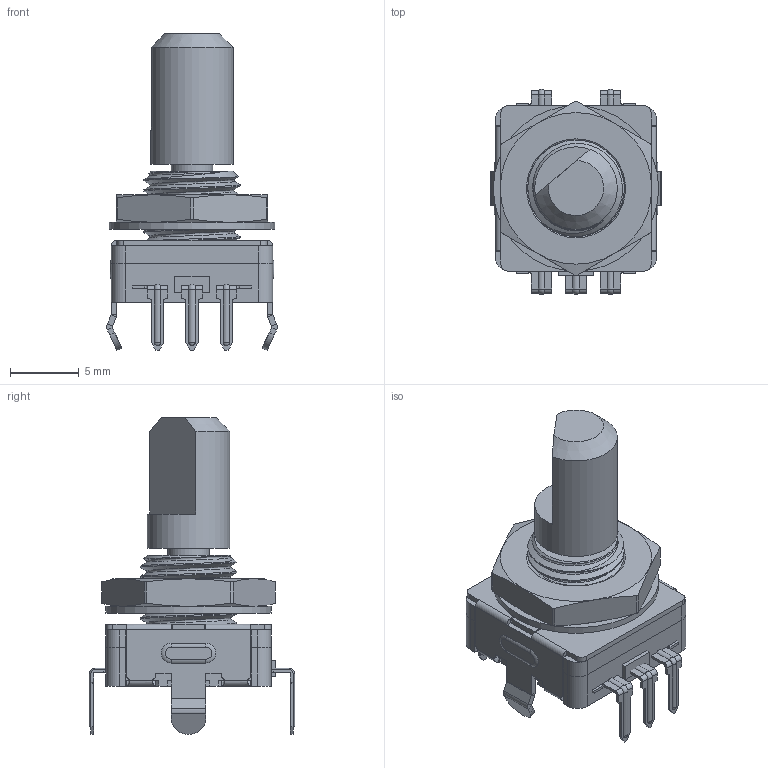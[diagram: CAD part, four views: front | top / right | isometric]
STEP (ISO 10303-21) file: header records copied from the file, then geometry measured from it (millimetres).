
FILE_DESCRIPTION(('STEP AP214'), '1');
FILE_NAME('EC11-THT', '', ('UNSPECIFIED'), ('UNSPECIFIED'), 'ASCON STEP Converter 1.6', 'ASCON Math Kernel', '');
FILE_SCHEMA(('AUTOMOTIVE_DESIGN { 1 0 10303 214 3 1 1}'));
Length unit declared in the file: millimetre
Products named in the file (4): ?C11-THT-15F; Lb5 TH; 15F; EC11-Housing-THT
Assembly tree (3 placements, depth 2):
  ?C11-THT-15F
    Lb5 TH
    15F
    EC11-Housing-THT
Bounding box: 12.4 x 14.9 x 23 mm (x, y, z)
Volume: 1203.9 mm3; surface area: 2185.4 mm2
Topology: 11 solids, 11 shells, 464 faces, 1181 edges, 736 vertices
Faces by surface type: plane 283, cylinder 123, torus 18, cone 16, bspline 14, sphere 10
Full cylindrical faces by diameter (mm): 3 x2, 6 x1, 7.2 x1, 12 x1
Entity records: 26595 total; most frequent: CARTESIAN_POINT 11499, ORIENTED_EDGE 2322, DIRECTION 2274, EDGE_CURVE 1161, LINE 798, VECTOR 798, AXIS2_PLACEMENT_3D 738, VERTEX_POINT 732
